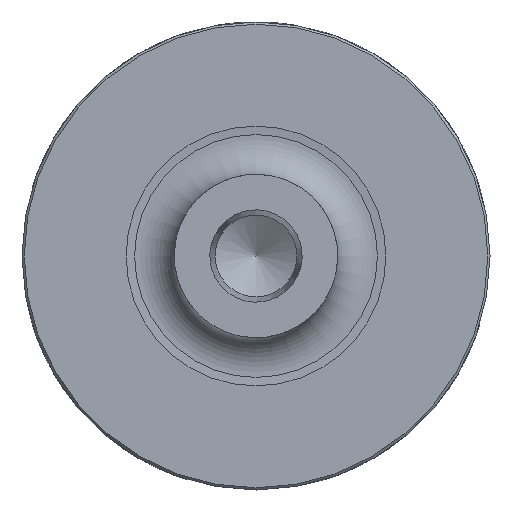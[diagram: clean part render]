
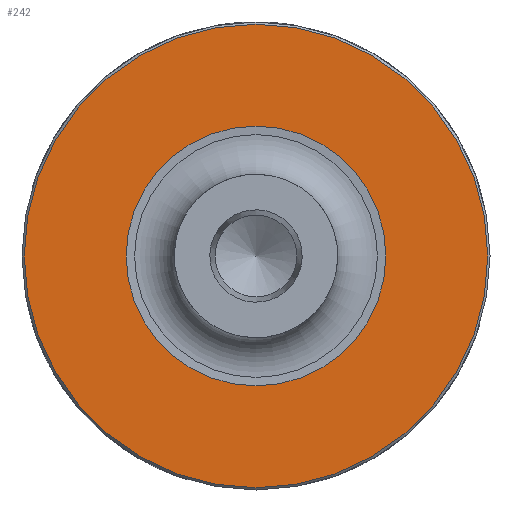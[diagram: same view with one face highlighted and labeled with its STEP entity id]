
A CAD part, left-side view. The second image highlights one B-rep face of the part: STEP entity #242.
In plain terms, the highlighted planar face has unit normal (-1, 0, 0).
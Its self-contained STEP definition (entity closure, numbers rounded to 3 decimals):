
#162=FACE_BOUND('',#357,.T.);
#163=FACE_BOUND('',#358,.T.);
#242=ADVANCED_FACE('',(#162,#163),#280,.T.);
#280=PLANE('',#851);
#357=EDGE_LOOP('',(#563));
#358=EDGE_LOOP('',(#564));
#411=CIRCLE('',#848,31.2);
#412=CIRCLE('',#850,17.479);
#563=ORIENTED_EDGE('',*,*,#744,.F.);
#564=ORIENTED_EDGE('',*,*,#743,.T.);
#655=VERTEX_POINT('',#2059);
#656=VERTEX_POINT('',#2062);
#743=EDGE_CURVE('',#655,#655,#411,.T.);
#744=EDGE_CURVE('',#656,#656,#412,.T.);
#848=AXIS2_PLACEMENT_3D('',#2058,#1019,#1020);
#850=AXIS2_PLACEMENT_3D('',#2061,#1023,#1024);
#851=AXIS2_PLACEMENT_3D('',#2063,#1025,#1026);
#1019=DIRECTION('',(-1.,0.,0.));
#1020=DIRECTION('',(0.,0.,-1.));
#1023=DIRECTION('',(-1.,0.,0.));
#1024=DIRECTION('',(0.,0.,-1.));
#1025=DIRECTION('',(-1.,0.,0.));
#1026=DIRECTION('',(0.,0.,1.));
#2058=CARTESIAN_POINT('',(67.4,0.,0.));
#2059=CARTESIAN_POINT('',(67.4,0.,-31.2));
#2061=CARTESIAN_POINT('',(67.4,0.,0.));
#2062=CARTESIAN_POINT('',(67.4,0.,-17.479));
#2063=CARTESIAN_POINT('',(67.4,31.2,0.));
